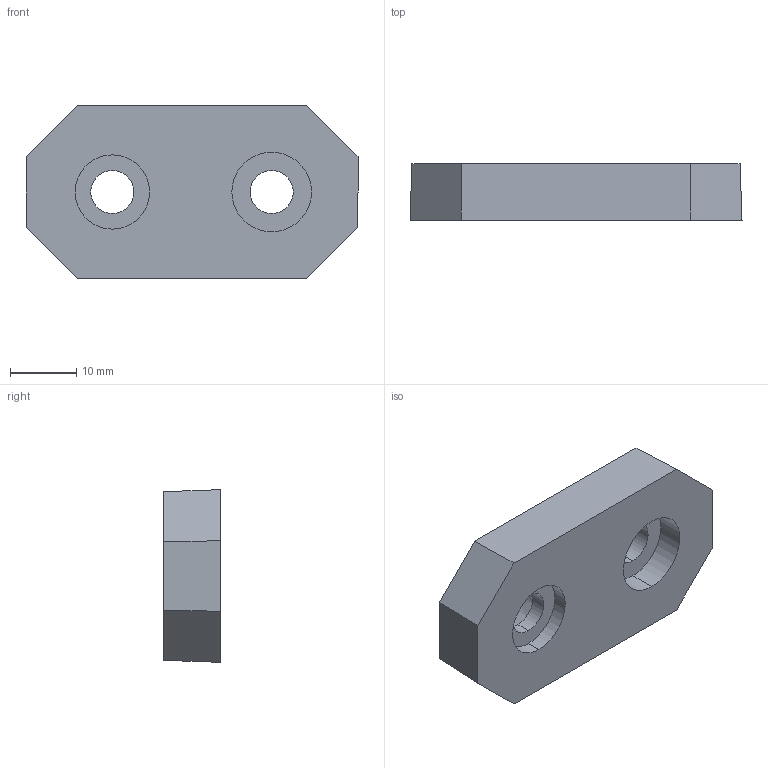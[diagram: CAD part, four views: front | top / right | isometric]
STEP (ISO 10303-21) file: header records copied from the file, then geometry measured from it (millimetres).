
FILE_DESCRIPTION (( 'STEP AP214' ), '1' );
FILE_NAME ('FP12017.STEP', '2009-03-31T13:24:19', ( '' ), ( '' ), 'SwSTEP 2.0', 'SolidWorks 2008', '' );
FILE_SCHEMA (( 'AUTOMOTIVE_DESIGN' ));
Length unit declared in the file: millimetre
Products named in the file (1): FP12017
Bounding box: 50 x 8.5 x 26 mm (x, y, z)
Volume: 5985.4 mm3; surface area: 5165.3 mm2
Topology: 1 solids, 1 shells, 41 faces, 102 edges, 68 vertices
Faces by surface type: plane 25, cylinder 8, cone 8
Entity records: 1263 total; most frequent: CARTESIAN_POINT 224, DIRECTION 214, ORIENTED_EDGE 204, EDGE_CURVE 102, AXIS2_PLACEMENT_3D 74, VERTEX_POINT 68, VECTOR 66, LINE 66
